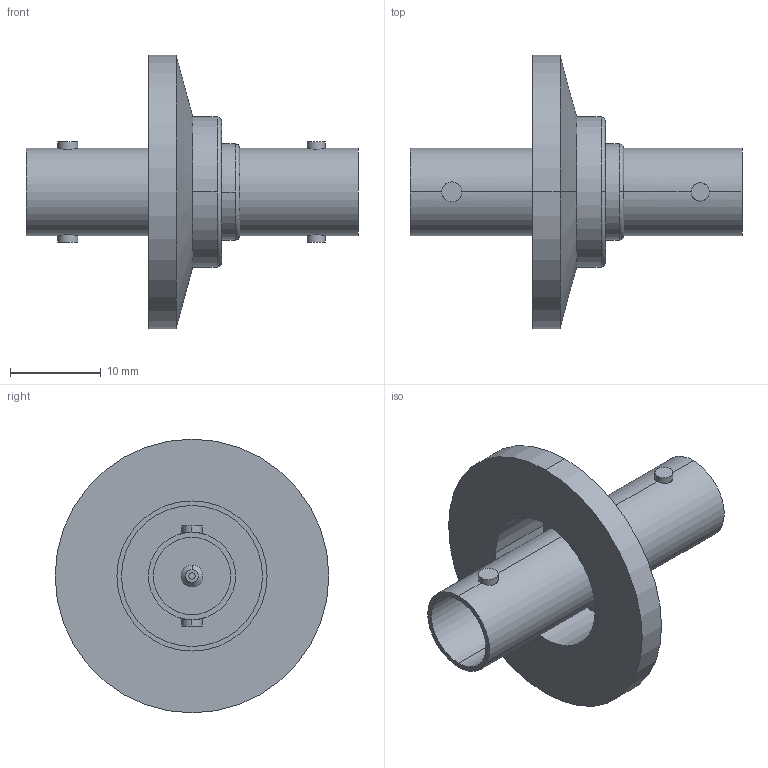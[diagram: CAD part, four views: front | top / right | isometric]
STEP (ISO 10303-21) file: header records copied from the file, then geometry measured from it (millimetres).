
FILE_DESCRIPTION (( 'STEP AP214' ), '1' );
FILE_NAME ('242-BNCD50-K16.step', '2025-02-18T20:45:42', ( '' ), ( '' ), 'SwSTEP 2.0', 'SolidWorks 2022', '' );
FILE_SCHEMA (( 'AUTOMOTIVE_DESIGN' ));
Length unit declared in the file: millimetre
Products named in the file (3): 242-BNCD50-I; 9431-KF16-WG-16.5_DN16 KF; 242-BNCD50-K16
Assembly tree (2 placements, depth 2):
  242-BNCD50-K16
    9431-KF16-WG-16.5_DN16 KF
    242-BNCD50-I
Bounding box: 36.5 x 30.1 x 30.1 mm (x, y, z)
Volume: 3175.9 mm3; surface area: 4960.1 mm2
Topology: 2 solids, 3 shells, 66 faces, 138 edges, 86 vertices
Faces by surface type: cylinder 38, plane 18, cone 6, bspline 4
Entity records: 2641 total; most frequent: CARTESIAN_POINT 497, DIRECTION 342, ORIENTED_EDGE 276, AXIS2_PLACEMENT_3D 147, EDGE_CURVE 138, VERTEX_POINT 86, CIRCLE 80, EDGE_LOOP 78
